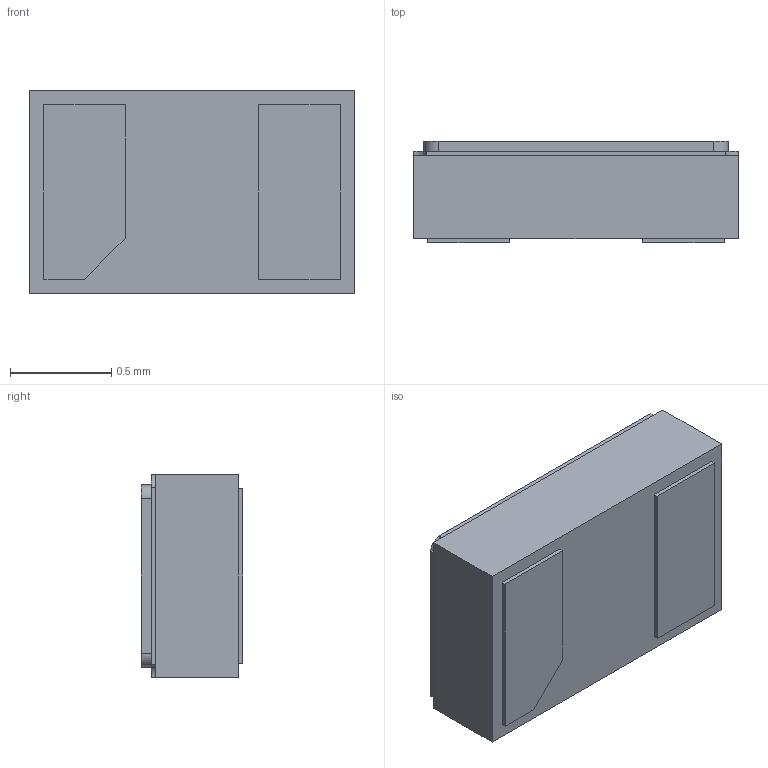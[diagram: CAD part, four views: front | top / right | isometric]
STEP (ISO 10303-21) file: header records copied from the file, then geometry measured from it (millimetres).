
FILE_DESCRIPTION (( 'STEP AP214' ), '1' );
FILE_NAME ('ABS05W.STEP', '2017-09-25T09:41:18', ( 'SS-i5' ), ( '' ), 'SwSTEP 2.0', 'SolidWorks 2016', '' );
FILE_SCHEMA (( 'AUTOMOTIVE_DESIGN' ));
Length unit declared in the file: millimetre
Products named in the file (1): ABS05W
Bounding box: 1.6 x 0.5 x 1 mm (x, y, z)
Volume: 0.8 mm3; surface area: 6.4 mm2
Topology: 2 solids, 2 shells, 147 faces, 390 edges, 260 vertices
Faces by surface type: plane 84, bspline 51, cylinder 12
Entity records: 8710 total; most frequent: CARTESIAN_POINT 3713, ORIENTED_EDGE 780, DIRECTION 506, EDGE_CURVE 390, LINE 264, VECTOR 264, VERTEX_POINT 260, EDGE_LOOP 162
